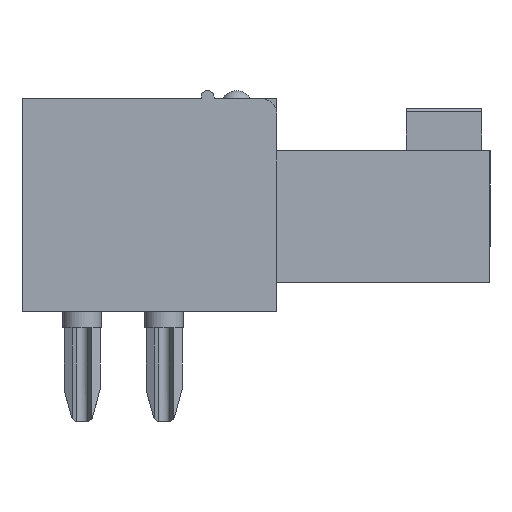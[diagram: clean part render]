
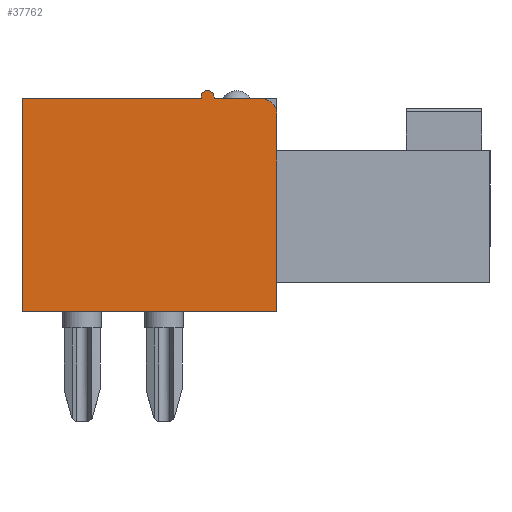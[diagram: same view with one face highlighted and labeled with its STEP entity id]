
A CAD part, left-side view. The second image highlights one B-rep face of the part: STEP entity #37762.
In plain terms, the highlighted planar face has unit normal (-1, 0, 0).
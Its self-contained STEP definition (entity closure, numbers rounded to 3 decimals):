
#23508=CARTESIAN_POINT('',(-30.875,-2.42,6.65));
#23509=VERTEX_POINT('',#23508);
#23516=CARTESIAN_POINT('',(-30.875,-2.82,6.65));
#23517=VERTEX_POINT('',#23516);
#23518=CARTESIAN_POINT('',(-30.875,-2.62,6.65));
#23519=DIRECTION('',(1.0,0.0,0.0));
#23520=DIRECTION('',(0.0,1.0,0.0));
#23521=AXIS2_PLACEMENT_3D('',#23518,#23519,#23520);
#23522=CIRCLE('',#23521,0.2);
#23523=EDGE_CURVE('',#23509,#23517,#23522,.T.);
#34529=CARTESIAN_POINT('',(-30.875,3.13,6.6));
#34530=VERTEX_POINT('',#34529);
#34537=CARTESIAN_POINT('',(-30.875,-2.42,6.6));
#34538=VERTEX_POINT('',#34537);
#34539=CARTESIAN_POINT('',(-30.875,3.13,6.6));
#34540=DIRECTION('',(0.0,-1.0,0.0));
#34541=VECTOR('',#34540,5.55);
#34542=LINE('',#34539,#34541);
#34543=EDGE_CURVE('',#34530,#34538,#34542,.T.);
#34994=CARTESIAN_POINT('',(-30.875,-4.77,6.1));
#34995=VERTEX_POINT('',#34994);
#35002=CARTESIAN_POINT('',(-30.875,-4.77,0.));
#35003=VERTEX_POINT('',#35002);
#35004=CARTESIAN_POINT('',(-30.875,-4.77,0.));
#35005=DIRECTION('',(0.0,0.0,1.0));
#35006=VECTOR('',#35005,6.1);
#35007=LINE('',#35004,#35006);
#35008=EDGE_CURVE('',#35003,#34995,#35007,.T.);
#36159=CARTESIAN_POINT('',(-30.875,-4.27,6.6));
#36160=VERTEX_POINT('',#36159);
#36167=CARTESIAN_POINT('',(-30.875,-4.27,6.1));
#36168=DIRECTION('',(1.0,0.0,0.0));
#36169=DIRECTION('',(0.0,1.0,0.0));
#36170=AXIS2_PLACEMENT_3D('',#36167,#36168,#36169);
#36171=CIRCLE('',#36170,0.5);
#36172=EDGE_CURVE('',#36160,#34995,#36171,.T.);
#36209=CARTESIAN_POINT('',(-30.875,-2.42,6.6));
#36210=DIRECTION('',(0.0,0.0,1.0));
#36211=VECTOR('',#36210,0.05);
#36212=LINE('',#36209,#36211);
#36213=EDGE_CURVE('',#34538,#23509,#36212,.T.);
#37084=CARTESIAN_POINT('',(-30.875,-2.82,6.6));
#37085=VERTEX_POINT('',#37084);
#37086=CARTESIAN_POINT('',(-30.875,-2.82,6.65));
#37087=DIRECTION('',(0.0,0.0,-1.0));
#37088=VECTOR('',#37087,0.05);
#37089=LINE('',#37086,#37088);
#37090=EDGE_CURVE('',#23517,#37085,#37089,.T.);
#37274=CARTESIAN_POINT('',(-30.875,-2.82,6.6));
#37275=DIRECTION('',(0.0,-1.0,0.0));
#37276=VECTOR('',#37275,1.45);
#37277=LINE('',#37274,#37276);
#37278=EDGE_CURVE('',#37085,#36160,#37277,.T.);
#37574=CARTESIAN_POINT('',(-30.875,3.13,0.0));
#37575=VERTEX_POINT('',#37574);
#37582=CARTESIAN_POINT('',(-30.875,3.13,0.0));
#37583=DIRECTION('',(0.0,0.0,1.0));
#37584=VECTOR('',#37583,6.6);
#37585=LINE('',#37582,#37584);
#37586=EDGE_CURVE('',#37575,#34530,#37585,.T.);
#37741=CARTESIAN_POINT('',(-30.875,-5.165,-0.343));
#37742=DIRECTION('',(1.0,0.0,0.0));
#37743=DIRECTION('',(0.0,1.0,0.0));
#37744=AXIS2_PLACEMENT_3D('',#37741,#37742,#37743);
#37745=PLANE('',#37744);
#37746=ORIENTED_EDGE('',*,*,#37278,.F.);
#37747=ORIENTED_EDGE('',*,*,#37090,.F.);
#37748=ORIENTED_EDGE('',*,*,#23523,.F.);
#37749=ORIENTED_EDGE('',*,*,#36213,.F.);
#37750=ORIENTED_EDGE('',*,*,#34543,.F.);
#37751=ORIENTED_EDGE('',*,*,#37586,.F.);
#37752=CARTESIAN_POINT('',(-30.875,-4.77,0.));
#37753=DIRECTION('',(0.0,1.0,0.0));
#37754=VECTOR('',#37753,7.9);
#37755=LINE('',#37752,#37754);
#37756=EDGE_CURVE('',#35003,#37575,#37755,.T.);
#37757=ORIENTED_EDGE('',*,*,#37756,.F.);
#37758=ORIENTED_EDGE('',*,*,#35008,.T.);
#37759=ORIENTED_EDGE('',*,*,#36172,.F.);
#37760=EDGE_LOOP('',(#37746,#37747,#37748,#37749,#37750,#37751,#37757,#37758,#37759));
#37761=FACE_OUTER_BOUND('',#37760,.T.);
#37762=ADVANCED_FACE('',(#37761),#37745,.F.);
